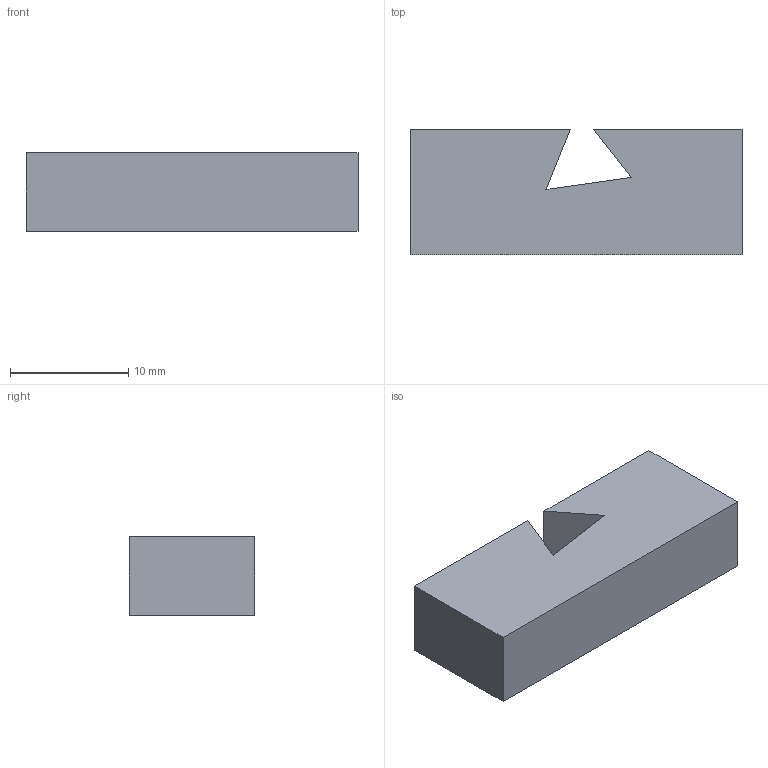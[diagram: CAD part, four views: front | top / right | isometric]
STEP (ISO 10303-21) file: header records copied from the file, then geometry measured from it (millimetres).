
FILE_DESCRIPTION(('Open CASCADE Model'),'2;1');
FILE_NAME('Open CASCADE Shape Model','2025-09-23T14:00:10',('Author'),( 'Open CASCADE'),'Open CASCADE STEP processor 7.5','Open CASCADE 7.5' ,'Unknown');
FILE_SCHEMA(('AUTOMOTIVE_DESIGN { 1 0 10303 214 1 1 1 1 }'));
Length unit declared in the file: millimetre
Products named in the file (249): MainSolid; SOLID; lettering_1; FACE
Assembly tree (214 placements, depth 2):
  MainSolid
    SOLID
  lettering_1
    FACE
  lettering_1
    FACE
  lettering_1
    FACE
  lettering_1
    FACE
Bounding box: 28.03 x 10.61 x 6.63 mm (x, y, z)
Volume: 1817.6 mm3; surface area: 8538.5 mm2
Topology: 1 solids, 214 shells, 248 faces, 1149 edges, 1120 vertices
Faces by surface type: plane 248
Entity records: 9134 total; most frequent: CARTESIAN_POINT 1231, DIRECTION 1051, LINE 483, VECTOR 483, PRODUCT_DEFINITION_SHAPE 463, ORIENTED_EDGE 344, PCURVE 344, DEFINITIONAL_REPRESENTATION 344
